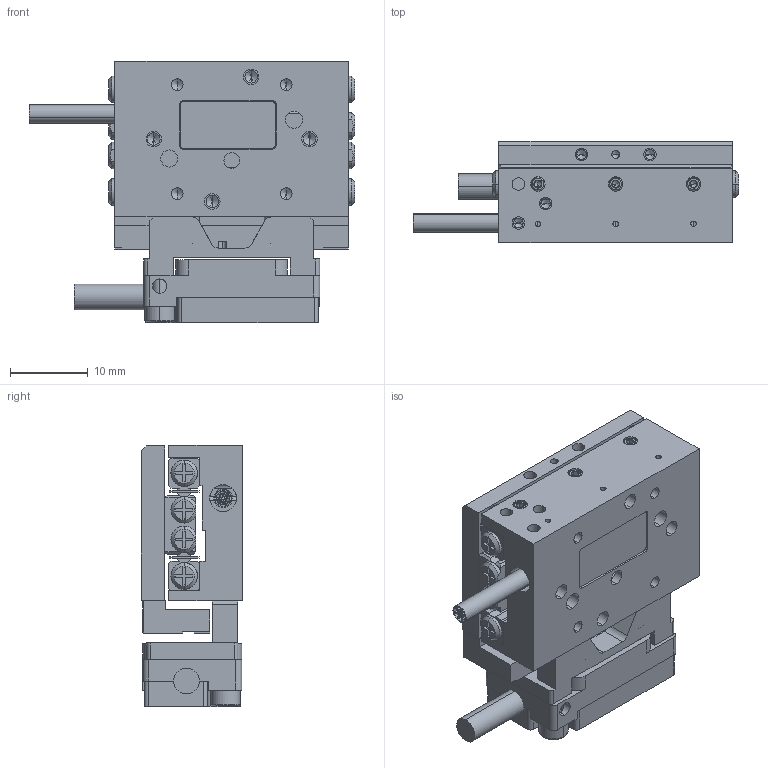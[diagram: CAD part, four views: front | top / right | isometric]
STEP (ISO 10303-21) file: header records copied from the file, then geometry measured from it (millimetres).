
FILE_DESCRIPTION (( 'STEP AP214' ), '1' );
FILE_NAME ('PPS-20-123X9.STEP', '2023-08-07T18:44:15', ( '' ), ( '' ), 'SwSTEP 2.0', 'SolidWorks 2023', '' );
FILE_SCHEMA (( 'AUTOMOTIVE_DESIGN' ));
Length unit declared in the file: millimetre
Products named in the file (18): PPS-20, Base, Master Part_L30, No Ears ; PPS-20, Back Cover, Master Part; TFC-421 Silver Braided Cable_L20; PPS-20-123X9; 430414 PPS-20 & 28, Encoder Bracket, MII; Dowel Pin, M-DIN_M01 x 004; PPS-20, Scale Bracket, MII, Master Part_30mm; SCREW, MS-PFH, M-DIN_M2 x 0.4 x 05mm; PPS-20, Carriage, Master Part_30mm; 130160 Bearing, NB, Slide Way, SVW 1000_SVW 1030-8Z Custom (Rigid at Center); SCREW, MS-PPH, M-JCIS_M1.6 x 0.35 x 4mm; NB Slide Way SVW 1000 Center Way_SVW 1030; Set Screw, Cup-H, E-ASME_E1-72 x 1''16; NB Slide Way SVW 1000 Rail_SVW 1030; SCREW, SHCS-S, M-DIN_M1.6 x 0.35 x 05mm; 110124 Encoder Head, MII 6000V, Vacuum; NB Slide Way SVW 1000 Cage_SVW 1030-8Z Custom; SCREW, SHCS-S, M-DIN_M2 x 0.4 x 06mm
Assembly tree (33 placements, depth 3):
  PPS-20-123X9
    PPS-20, Base, Master Part_L30, No Ears 
    PPS-20, Back Cover, Master Part
    TFC-421 Silver Braided Cable_L20
    PPS-20, Carriage, Master Part_30mm
    SCREW, MS-PFH, M-DIN_M2 x 0.4 x 05mm  x3
    130160 Bearing, NB, Slide Way, SVW 1000_SVW 1030-8Z Custom (Rigid at Center)
      NB Slide Way SVW 1000 Rail_SVW 1030  x2
      NB Slide Way SVW 1000 Center Way_SVW 1030
      NB Slide Way SVW 1000 Cage_SVW 1030-8Z Custom  x2
    Set Screw, Cup-H, E-ASME_E1-72 x 1''16  x3
    SCREW, MS-PPH, M-JCIS_M1.6 x 0.35 x 4mm  x8
    110124 Encoder Head, MII 6000V, Vacuum
    430414 PPS-20 & 28, Encoder Bracket, MII
    PPS-20, Scale Bracket, MII, Master Part_30mm
    SCREW, SHCS-S, M-DIN_M1.6 x 0.35 x 05mm  x2
    SCREW, SHCS-S, M-DIN_M2 x 0.4 x 06mm  x2
    Dowel Pin, M-DIN_M01 x 004  x2
Bounding box: 41.8 x 13 x 33.6 mm (x, y, z)
Volume: 8517.9 mm3; surface area: 12907 mm2
Topology: 50 solids, 50 shells, 1704 faces, 4191 edges, 2600 vertices
Faces by surface type: plane 773, cylinder 489, cone 350, torus 80, bspline 12
Entity records: 54816 total; most frequent: CARTESIAN_POINT 26351, DIRECTION 5934, ORIENTED_EDGE 5620, EDGE_CURVE 2810, AXIS2_PLACEMENT_3D 2168, VERTEX_POINT 1805, LINE 1598, VECTOR 1598
